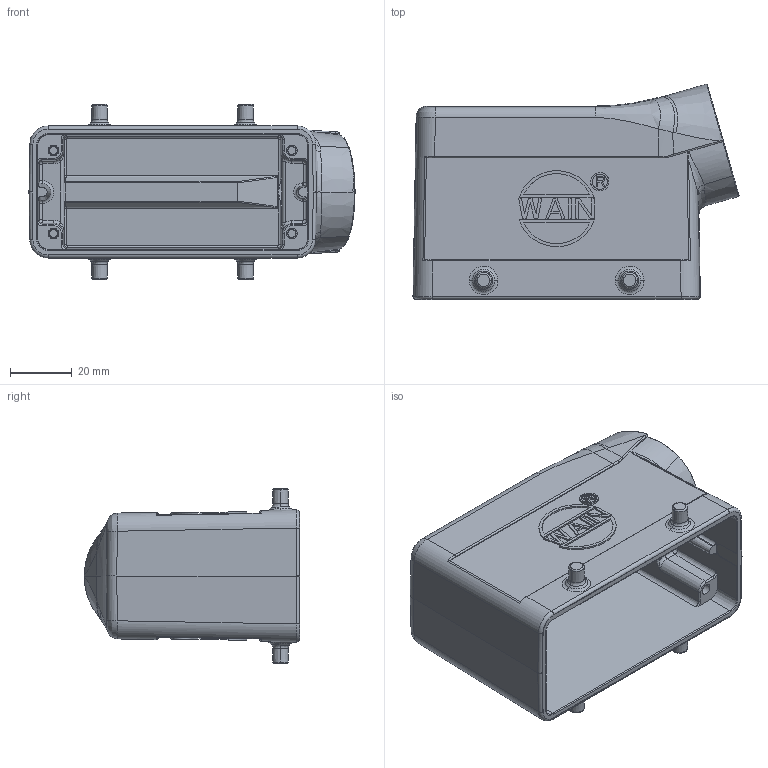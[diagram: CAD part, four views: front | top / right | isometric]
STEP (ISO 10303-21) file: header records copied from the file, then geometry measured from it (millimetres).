
FILE_DESCRIPTION((''),'2;1');
FILE_NAME('PRT0450','2019-07-02T',('zl.chen'),(''),'PRO/ENGINEER BY PARAMETRIC TECHNOLOGY CORPORATION, 2013430','PRO/ENGINEER BY PARAMETRIC TECHNOLOGY CORPORATION, 2013430','');
FILE_SCHEMA(('CONFIG_CONTROL_DESIGN','SHAPE_APPEARANCE_LAYERS_GROUPS'));
Length unit declared in the file: millimetre
Products named in the file (1): PRT0450
Bounding box: 106.04 x 70.13 x 57 mm (x, y, z)
Volume: 67742.8 mm3; surface area: 40566.5 mm2
Topology: 1 solids, 1 shells, 521 faces, 1282 edges, 795 vertices
Faces by surface type: plane 243, cylinder 106, bspline 73, torus 47, cone 36, sphere 8, extrusion 8
Entity records: 20664 total; most frequent: CARTESIAN_POINT 8733, ORIENTED_EDGE 2548, DIRECTION 2244, EDGE_CURVE 1274, VERTEX_POINT 795, AXIS2_PLACEMENT_3D 755, VECTOR 734, LINE 726
